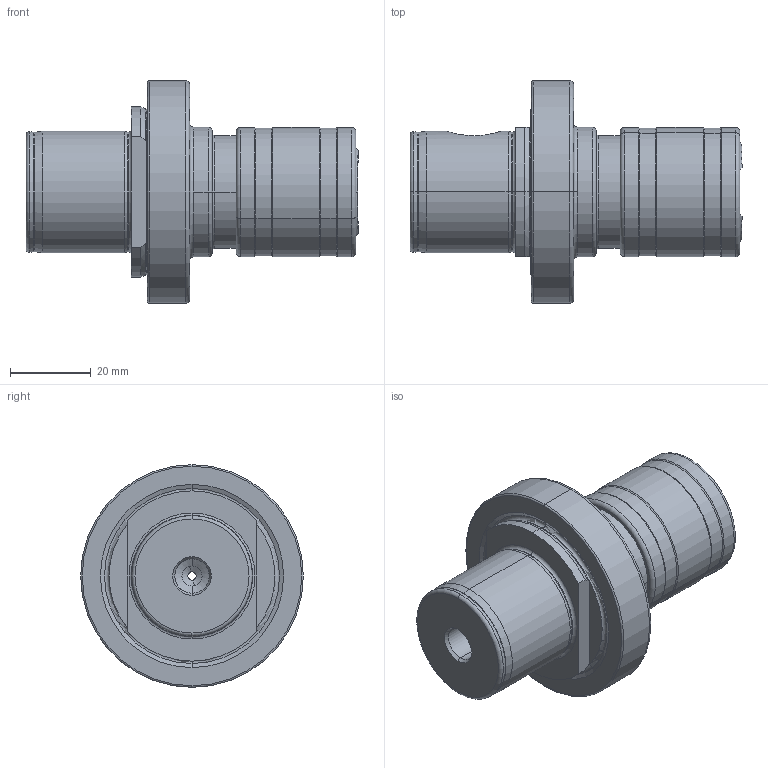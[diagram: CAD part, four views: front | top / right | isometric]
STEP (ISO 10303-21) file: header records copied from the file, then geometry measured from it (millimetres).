
FILE_DESCRIPTION (( 'STEP AP203' ), '1' );
FILE_NAME ('396.550.115_MB5-Go1.K01.052.STEP', '2012-03-05T10:21:21', ( 'baer' ), ( 'Hewlett-Packard Company' ), 'SwSTEP 2.0', 'SolidWorks 2011', '' );
FILE_SCHEMA (( 'CONFIG_CONTROL_DESIGN' ));
Length unit declared in the file: millimetre
Products named in the file (10): 396.550.115_MB5-Go1.K01.052; Einbausatz Go1_gespannt; Kugel Go1; Hülse Go1; Federring innen Go1_gespannt; Federring aussen Go1_gespannt; Feder klein Go1_gespannt; Feder gross Go1_vorgespannt; Boden Go1; MB5-Go1.K01.052_B
Assembly tree (11 placements, depth 3):
  396.550.115_MB5-Go1.K01.052
    Einbausatz Go1_gespannt
      Kugel Go1  x3
      Feder gross Go1_vorgespannt
      Federring aussen Go1_gespannt
      Hülse Go1
      Boden Go1
      Feder klein Go1_gespannt
      Federring innen Go1_gespannt
    MB5-Go1.K01.052_B
Bounding box: 82 x 55 x 55 mm (x, y, z)
Volume: 67063.8 mm3; surface area: 25675.8 mm2
Topology: 10 solids, 10 shells, 294 faces, 692 edges, 409 vertices
Faces by surface type: cylinder 90, torus 78, cone 60, plane 51, bspline 9, sphere 6
Entity records: 16637 total; most frequent: CARTESIAN_POINT 9018, DIRECTION 1476, ORIENTED_EDGE 1314, EDGE_CURVE 657, AXIS2_PLACEMENT_3D 651, VERTEX_POINT 388, CIRCLE 355, EDGE_LOOP 315
